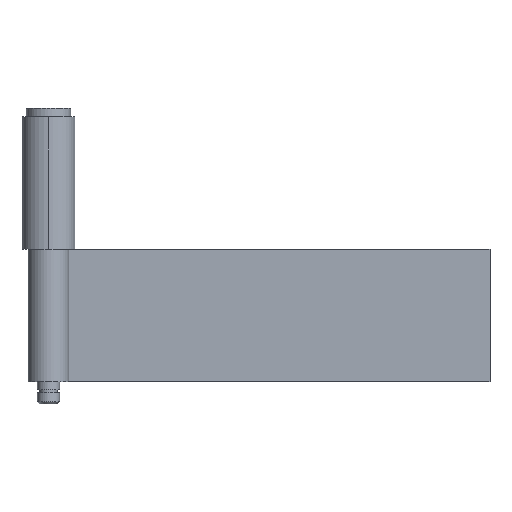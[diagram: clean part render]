
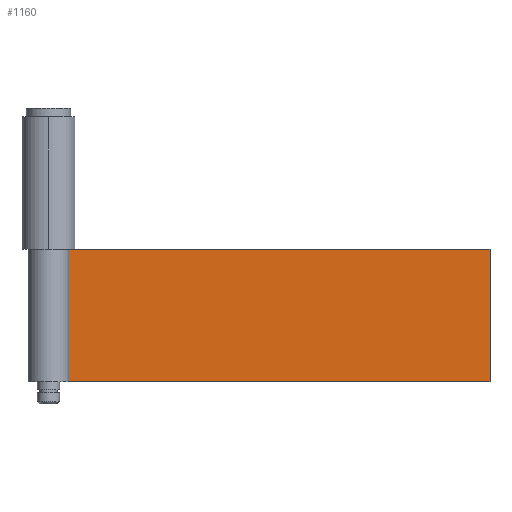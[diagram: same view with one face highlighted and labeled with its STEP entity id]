
A CAD part, top view. The second image highlights one B-rep face of the part: STEP entity #1160.
In plain terms, the highlighted planar face has unit normal (0, 0, 1).
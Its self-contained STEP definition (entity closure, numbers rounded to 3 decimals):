
#417 = CARTESIAN_POINT ( 'NONE',  ( 3.795, 30., -2.6 ) ) ;
#482 = DIRECTION ( 'NONE',  ( 0., -1., 0. ) ) ;
#483 = VECTOR ( 'NONE', #482, 1000. ) ;
#484 = CARTESIAN_POINT ( 'NONE',  ( 100., 30., -2.6 ) ) ;
#485 = LINE ( 'NONE', #484, #483 ) ;
#486 = DIRECTION ( 'NONE',  ( -1., 0., 0. ) ) ;
#487 = DIRECTION ( 'NONE',  ( 0., 0., -1. ) ) ;
#488 = CARTESIAN_POINT ( 'NONE',  ( 100., 30., -2.6 ) ) ;
#489 = AXIS2_PLACEMENT_3D ( 'NONE', #488, #487, #486 ) ;
#490 = PLANE ( 'NONE',  #489 ) ;
#491 = FACE_OUTER_BOUND ( 'NONE', #1161, .T. ) ;
#496 = DIRECTION ( 'NONE',  ( 0., -1., 0. ) ) ;
#497 = VECTOR ( 'NONE', #496, 1000. ) ;
#498 = CARTESIAN_POINT ( 'NONE',  ( 3.795, 30., -2.6 ) ) ;
#499 = LINE ( 'NONE', #498, #497 ) ;
#516 = CARTESIAN_POINT ( 'NONE',  ( 100., 30., -2.6 ) ) ;
#517 = DIRECTION ( 'NONE',  ( 1., 0., 0. ) ) ;
#518 = VECTOR ( 'NONE', #517, 1000. ) ;
#519 = CARTESIAN_POINT ( 'NONE',  ( 100., 30., -2.6 ) ) ;
#520 = LINE ( 'NONE', #519, #518 ) ;
#528 = CARTESIAN_POINT ( 'NONE',  ( 3.795, 0., -2.6 ) ) ;
#552 = DIRECTION ( 'NONE',  ( 1., 0., 0. ) ) ;
#553 = VECTOR ( 'NONE', #552, 1000. ) ;
#554 = CARTESIAN_POINT ( 'NONE',  ( 100., 0., -2.6 ) ) ;
#555 = LINE ( 'NONE', #554, #553 ) ;
#556 = CARTESIAN_POINT ( 'NONE',  ( 100., 0., -2.6 ) ) ;
#1125 = VERTEX_POINT ( 'NONE', #417 ) ;
#1156 = EDGE_CURVE ( 'NONE', #1125, #1175, #499, .T. ) ;
#1160 = ADVANCED_FACE ( 'NONE', ( #491 ), #490, .F. ) ;
#1161 = EDGE_LOOP ( 'NONE', ( #1162, #1163, #1165, #1166 ) ) ;
#1162 = ORIENTED_EDGE ( 'NONE', *, *, #1200, .T. ) ;
#1163 = ORIENTED_EDGE ( 'NONE', *, *, #1164, .F. ) ;
#1164 = EDGE_CURVE ( 'NONE', #1186, #1198, #485, .T. ) ;
#1165 = ORIENTED_EDGE ( 'NONE', *, *, #1185, .F. ) ;
#1166 = ORIENTED_EDGE ( 'NONE', *, *, #1156, .T. ) ;
#1175 = VERTEX_POINT ( 'NONE', #528 ) ;
#1185 = EDGE_CURVE ( 'NONE', #1125, #1186, #520, .T. ) ;
#1186 = VERTEX_POINT ( 'NONE', #516 ) ;
#1198 = VERTEX_POINT ( 'NONE', #556 ) ;
#1200 = EDGE_CURVE ( 'NONE', #1175, #1198, #555, .T. ) ;
